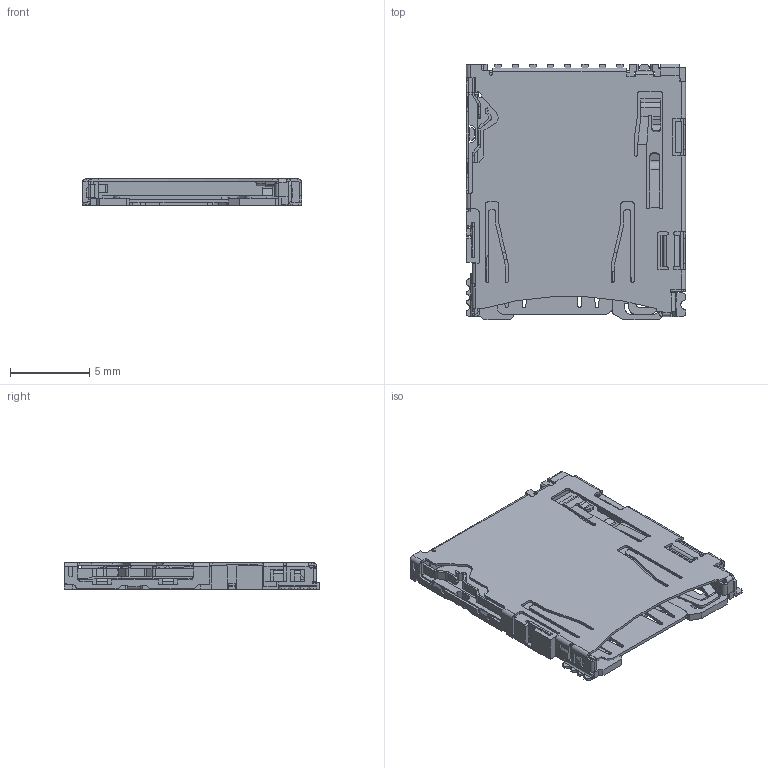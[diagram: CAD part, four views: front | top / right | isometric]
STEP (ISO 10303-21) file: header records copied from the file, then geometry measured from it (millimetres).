
FILE_DESCRIPTION(('FreeCAD Model'),'2;1');
FILE_NAME('Open CASCADE Shape Model','2024-06-03T02:51:45',( 'kicad StepUp'),('ksu MCAD'),'Open CASCADE STEP processor 7.7', 'FreeCAD','Unknown');
FILE_SCHEMA(('AUTOMOTIVE_DESIGN { 1 0 10303 214 1 1 1 1 }'));
Length unit declared in the file: millimetre
Products named in the file (1): microSD_HC_Hirose_DM3AT-SF-PEJM5
Bounding box: 13.85 x 16.15 x 1.68 mm (x, y, z)
Volume: 140.3 mm3; surface area: 1093 mm2
Topology: 13 solids, 13 shells, 1038 faces, 2594 edges, 1580 vertices
Faces by surface type: plane 821, cylinder 213, bspline 4
Entity records: 37616 total; most frequent: CARTESIAN_POINT 5314, ORIENTED_EDGE 5188, DIRECTION 5076, EDGE_CURVE 2594, LINE 2162, VECTOR 2162, VERTEX_POINT 1580, AXIS2_PLACEMENT_3D 1457
